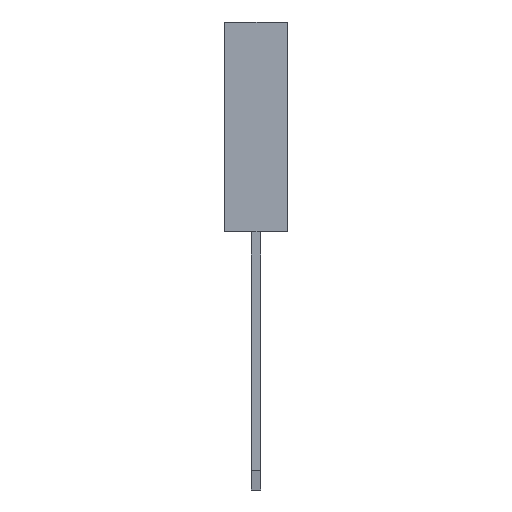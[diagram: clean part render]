
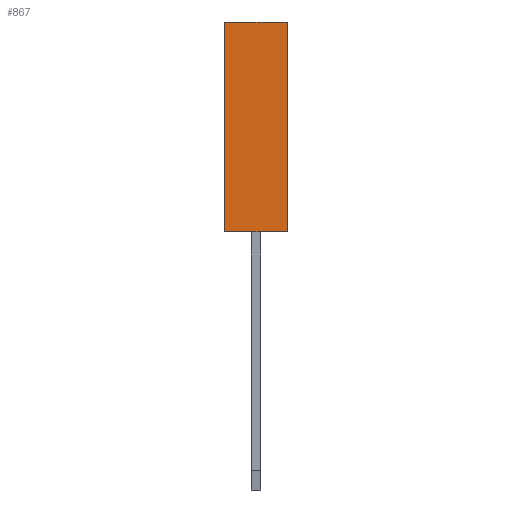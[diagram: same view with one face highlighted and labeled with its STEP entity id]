
A CAD part, left-side view. The second image highlights one B-rep face of the part: STEP entity #867.
In plain terms, the highlighted planar face has unit normal (-1, 0, 0).
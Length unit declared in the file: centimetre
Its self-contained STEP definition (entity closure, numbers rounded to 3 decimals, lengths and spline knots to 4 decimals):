
#246=VERTEX_POINT('',#1225);
#247=VERTEX_POINT('',#1226);
#259=VERTEX_POINT('',#1265);
#260=VERTEX_POINT('',#1266);
#316=VECTOR('',#997,1.);
#335=VECTOR('',#1024,1.);
#336=VECTOR('',#1025,1.);
#337=VECTOR('',#1026,1.);
#404=LINE('',#1224,#316);
#423=LINE('',#1264,#335);
#424=LINE('',#1267,#336);
#425=LINE('',#1268,#337);
#492=EDGE_CURVE('',#246,#247,#404,.T.);
#511=EDGE_CURVE('',#259,#260,#423,.T.);
#512=EDGE_CURVE('',#247,#259,#424,.T.);
#513=EDGE_CURVE('',#246,#260,#425,.T.);
#637=ORIENTED_EDGE('',*,*,#511,.F.);
#638=ORIENTED_EDGE('',*,*,#512,.F.);
#639=ORIENTED_EDGE('',*,*,#492,.F.);
#640=ORIENTED_EDGE('',*,*,#513,.T.);
#785=EDGE_LOOP('',(#637,#638,#639,#640));
#827=FACE_BOUND('',#785,.T.);
#867=ADVANCED_FACE('',(#827),#1436,.T.);
#906=AXIS2_PLACEMENT_3D('',#1263,#1023,$);
#997=DIRECTION('',(0.,-1.,0.));
#1023=DIRECTION('',(-1.,0.,0.));
#1024=DIRECTION('',(0.,1.,0.));
#1025=DIRECTION('',(0.,0.,-1.));
#1026=DIRECTION('',(0.,0.,-1.));
#1224=CARTESIAN_POINT('',(-0.127,0.127,0.85));
#1225=CARTESIAN_POINT('',(-0.127,0.127,0.85));
#1226=CARTESIAN_POINT('',(-0.127,-0.127,0.85));
#1263=CARTESIAN_POINT('',(-0.127,0.,0.85));
#1264=CARTESIAN_POINT('',(-0.127,0.,0.));
#1265=CARTESIAN_POINT('',(-0.127,-0.127,0.));
#1266=CARTESIAN_POINT('',(-0.127,0.127,0.));
#1267=CARTESIAN_POINT('',(-0.127,-0.127,0.85));
#1268=CARTESIAN_POINT('',(-0.127,0.127,0.85));
#1436=PLANE('',#906);
